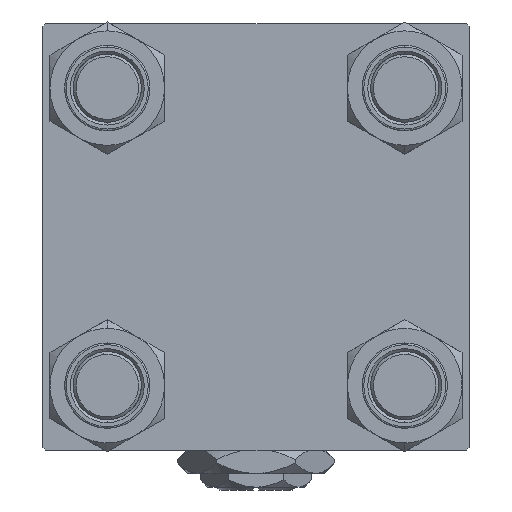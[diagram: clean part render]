
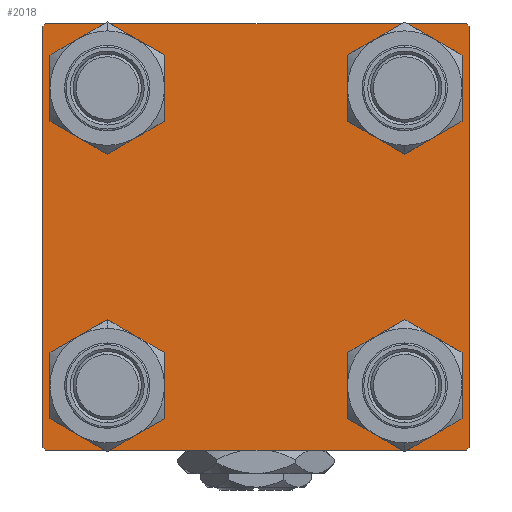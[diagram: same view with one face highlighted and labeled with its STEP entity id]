
A CAD part, left-side view. The second image highlights one B-rep face of the part: STEP entity #2018.
In plain terms, the highlighted planar face has unit normal (-1, 0, 0).
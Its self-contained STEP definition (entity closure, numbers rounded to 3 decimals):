
#346 = EDGE_CURVE ( 'NONE', #50464, #21807, #40204, .T. ) ;
#1007 = CARTESIAN_POINT ( 'NONE',  ( 0., -26.15, -26.15 ) ) ;
#1102 = CIRCLE ( 'NONE', #46002, 6.5 ) ;
#1640 = VECTOR ( 'NONE', #43068, 1000. ) ;
#1738 = DIRECTION ( 'NONE',  ( 0., -1., 0. ) ) ;
#2018 = ADVANCED_FACE ( 'NONE', ( #30675, #50056, #46839, #2288, #14233 ), #17957, .T. ) ;
#2288 = FACE_BOUND ( 'NONE', #37236, .T. ) ;
#2689 = DIRECTION ( 'NONE',  ( 0., 0., 1. ) ) ;
#3176 = VECTOR ( 'NONE', #1738, 1000. ) ;
#3874 = ORIENTED_EDGE ( 'NONE', *, *, #33189, .T. ) ;
#4059 = VERTEX_POINT ( 'NONE', #20203 ) ;
#5131 = EDGE_LOOP ( 'NONE', ( #3874, #36189 ) ) ;
#5245 = CARTESIAN_POINT ( 'NONE',  ( 0., 26.15, -26.15 ) ) ;
#6322 = CARTESIAN_POINT ( 'NONE',  ( 0., 26.15, -26.15 ) ) ;
#6673 = ORIENTED_EDGE ( 'NONE', *, *, #35932, .T. ) ;
#7050 = DIRECTION ( 'NONE',  ( 0., -0.707, -0.707 ) ) ;
#7160 = CARTESIAN_POINT ( 'NONE',  ( 0., -26.15, -32.65 ) ) ;
#7265 = AXIS2_PLACEMENT_3D ( 'NONE', #10381, #27358, #2689 ) ;
#8336 = VERTEX_POINT ( 'NONE', #22880 ) ;
#8848 = AXIS2_PLACEMENT_3D ( 'NONE', #40870, #28683, #29454 ) ;
#8999 = AXIS2_PLACEMENT_3D ( 'NONE', #1007, #50066, #42106 ) ;
#9318 = DIRECTION ( 'NONE',  ( 1., 0., 0. ) ) ;
#10302 = VECTOR ( 'NONE', #38819, 1000. ) ;
#10381 = CARTESIAN_POINT ( 'NONE',  ( 0., -26.15, 26.15 ) ) ;
#10579 = CARTESIAN_POINT ( 'NONE',  ( 0., -37., -37.5 ) ) ;
#11233 = ORIENTED_EDGE ( 'NONE', *, *, #11262, .T. ) ;
#11262 = EDGE_CURVE ( 'NONE', #11528, #24600, #38084, .T. ) ;
#11447 = LINE ( 'NONE', #19673, #14968 ) ;
#11528 = VERTEX_POINT ( 'NONE', #32620 ) ;
#11572 = VERTEX_POINT ( 'NONE', #20685 ) ;
#12706 = EDGE_CURVE ( 'NONE', #4059, #21581, #22812, .T. ) ;
#13306 = CARTESIAN_POINT ( 'NONE',  ( 0., 26.15, 26.15 ) ) ;
#13365 = EDGE_CURVE ( 'NONE', #20977, #18226, #31137, .T. ) ;
#13395 = LINE ( 'NONE', #30339, #10302 ) ;
#14233 = FACE_OUTER_BOUND ( 'NONE', #20041, .T. ) ;
#14968 = VECTOR ( 'NONE', #48845, 1000. ) ;
#15344 = DIRECTION ( 'NONE',  ( 0., 0.707, 0.707 ) ) ;
#16022 = LINE ( 'NONE', #51313, #46613 ) ;
#16177 = EDGE_CURVE ( 'NONE', #24600, #33693, #16022, .T. ) ;
#16258 = DIRECTION ( 'NONE',  ( 1., 0., 0. ) ) ;
#16766 = CARTESIAN_POINT ( 'NONE',  ( 0., -37., 37.5 ) ) ;
#17423 = CARTESIAN_POINT ( 'NONE',  ( 0., 37.25, 37.25 ) ) ;
#17456 = DIRECTION ( 'NONE',  ( 0., 0., 1. ) ) ;
#17957 = PLANE ( 'NONE',  #31767 ) ;
#18226 = VERTEX_POINT ( 'NONE', #16766 ) ;
#18488 = DIRECTION ( 'NONE',  ( 0., 0., 1. ) ) ;
#19657 = CARTESIAN_POINT ( 'NONE',  ( 0., -26.15, 19.65 ) ) ;
#19673 = CARTESIAN_POINT ( 'NONE',  ( 0., 37.5, 37.5 ) ) ;
#20041 = EDGE_LOOP ( 'NONE', ( #47908, #50261, #11233, #42037, #47264, #6673, #26584, #47681 ) ) ;
#20147 = CARTESIAN_POINT ( 'NONE',  ( 0., -26.15, 26.15 ) ) ;
#20203 = CARTESIAN_POINT ( 'NONE',  ( 0., 26.15, -19.65 ) ) ;
#20505 = CARTESIAN_POINT ( 'NONE',  ( 0., -26.15, 32.65 ) ) ;
#20685 = CARTESIAN_POINT ( 'NONE',  ( 0., 37.5, -37. ) ) ;
#20729 = AXIS2_PLACEMENT_3D ( 'NONE', #47090, #16258, #32438 ) ;
#20977 = VERTEX_POINT ( 'NONE', #44687 ) ;
#21581 = VERTEX_POINT ( 'NONE', #46374 ) ;
#21789 = ORIENTED_EDGE ( 'NONE', *, *, #12706, .T. ) ;
#21807 = VERTEX_POINT ( 'NONE', #29880 ) ;
#22017 = EDGE_CURVE ( 'NONE', #11572, #11528, #39135, .T. ) ;
#22090 = EDGE_CURVE ( 'NONE', #8336, #33693, #13395, .T. ) ;
#22450 = DIRECTION ( 'NONE',  ( -1., 0., 0. ) ) ;
#22720 = CARTESIAN_POINT ( 'NONE',  ( 0., 0., 0. ) ) ;
#22812 = CIRCLE ( 'NONE', #39769, 6.5 ) ;
#22880 = CARTESIAN_POINT ( 'NONE',  ( 0., -37.5, 37. ) ) ;
#23393 = VERTEX_POINT ( 'NONE', #20505 ) ;
#24600 = VERTEX_POINT ( 'NONE', #10579 ) ;
#25564 = EDGE_CURVE ( 'NONE', #48783, #23393, #1102, .T. ) ;
#25961 = DIRECTION ( 'NONE',  ( 0., 0., 1. ) ) ;
#26584 = ORIENTED_EDGE ( 'NONE', *, *, #13365, .F. ) ;
#26919 = EDGE_LOOP ( 'NONE', ( #27958, #39574 ) ) ;
#27358 = DIRECTION ( 'NONE',  ( 1., 0., 0. ) ) ;
#27443 = EDGE_CURVE ( 'NONE', #30778, #44717, #48639, .T. ) ;
#27958 = ORIENTED_EDGE ( 'NONE', *, *, #41020, .T. ) ;
#28346 = CIRCLE ( 'NONE', #8848, 6.5 ) ;
#28389 = EDGE_CURVE ( 'NONE', #44717, #30778, #28346, .T. ) ;
#28683 = DIRECTION ( 'NONE',  ( 1., 0., 0. ) ) ;
#29390 = DIRECTION ( 'NONE',  ( 1., 0., 0. ) ) ;
#29454 = DIRECTION ( 'NONE',  ( 0., 0., 1. ) ) ;
#29486 = DIRECTION ( 'NONE',  ( 0., 0., 1. ) ) ;
#29880 = CARTESIAN_POINT ( 'NONE',  ( 0., -26.15, -19.65 ) ) ;
#30339 = CARTESIAN_POINT ( 'NONE',  ( 0., -37.5, 37.5 ) ) ;
#30568 = EDGE_LOOP ( 'NONE', ( #21789, #45017 ) ) ;
#30675 = FACE_BOUND ( 'NONE', #26919, .T. ) ;
#30778 = VERTEX_POINT ( 'NONE', #47236 ) ;
#31121 = CIRCLE ( 'NONE', #38717, 6.5 ) ;
#31137 = LINE ( 'NONE', #31398, #1640 ) ;
#31398 = CARTESIAN_POINT ( 'NONE',  ( 0., 37.5, 37.5 ) ) ;
#31767 = AXIS2_PLACEMENT_3D ( 'NONE', #22720, #22450, #18488 ) ;
#31865 = CIRCLE ( 'NONE', #8999, 6.5 ) ;
#32438 = DIRECTION ( 'NONE',  ( 0., 0., 1. ) ) ;
#32620 = CARTESIAN_POINT ( 'NONE',  ( 0., 37., -37.5 ) ) ;
#33189 = EDGE_CURVE ( 'NONE', #21807, #50464, #31865, .T. ) ;
#33693 = VERTEX_POINT ( 'NONE', #40903 ) ;
#34198 = AXIS2_PLACEMENT_3D ( 'NONE', #13306, #9318, #29486 ) ;
#34431 = EDGE_CURVE ( 'NONE', #20977, #40662, #45775, .T. ) ;
#35932 = EDGE_CURVE ( 'NONE', #8336, #18226, #43975, .T. ) ;
#36053 = DIRECTION ( 'NONE',  ( 1., 0., 0. ) ) ;
#36189 = ORIENTED_EDGE ( 'NONE', *, *, #346, .T. ) ;
#37030 = EDGE_CURVE ( 'NONE', #40662, #11572, #11447, .T. ) ;
#37236 = EDGE_LOOP ( 'NONE', ( #51042, #41122 ) ) ;
#38084 = LINE ( 'NONE', #45782, #3176 ) ;
#38400 = DIRECTION ( 'NONE',  ( 1., 0., 0. ) ) ;
#38717 = AXIS2_PLACEMENT_3D ( 'NONE', #5245, #29390, #17456 ) ;
#38771 = CIRCLE ( 'NONE', #7265, 6.5 ) ;
#38819 = DIRECTION ( 'NONE',  ( 0., 0., -1. ) ) ;
#39135 = LINE ( 'NONE', #43389, #43306 ) ;
#39574 = ORIENTED_EDGE ( 'NONE', *, *, #25564, .T. ) ;
#39769 = AXIS2_PLACEMENT_3D ( 'NONE', #6322, #38400, #25961 ) ;
#40204 = CIRCLE ( 'NONE', #20729, 6.5 ) ;
#40662 = VERTEX_POINT ( 'NONE', #46770 ) ;
#40870 = CARTESIAN_POINT ( 'NONE',  ( 0., 26.15, 26.15 ) ) ;
#40903 = CARTESIAN_POINT ( 'NONE',  ( 0., -37.5, -37. ) ) ;
#41020 = EDGE_CURVE ( 'NONE', #23393, #48783, #38771, .T. ) ;
#41122 = ORIENTED_EDGE ( 'NONE', *, *, #27443, .T. ) ;
#41556 = DIRECTION ( 'NONE',  ( 0., 0.707, -0.707 ) ) ;
#42037 = ORIENTED_EDGE ( 'NONE', *, *, #16177, .T. ) ;
#42106 = DIRECTION ( 'NONE',  ( 0., 0., 1. ) ) ;
#42783 = VECTOR ( 'NONE', #41556, 1000. ) ;
#43068 = DIRECTION ( 'NONE',  ( 0., -1., 0. ) ) ;
#43306 = VECTOR ( 'NONE', #7050, 1000. ) ;
#43389 = CARTESIAN_POINT ( 'NONE',  ( 0., 37.25, -37.25 ) ) ;
#43975 = LINE ( 'NONE', #51691, #46250 ) ;
#44384 = DIRECTION ( 'NONE',  ( 0., -0.707, 0.707 ) ) ;
#44687 = CARTESIAN_POINT ( 'NONE',  ( 0., 37., 37.5 ) ) ;
#44717 = VERTEX_POINT ( 'NONE', #49449 ) ;
#45017 = ORIENTED_EDGE ( 'NONE', *, *, #49184, .T. ) ;
#45775 = LINE ( 'NONE', #17423, #42783 ) ;
#45782 = CARTESIAN_POINT ( 'NONE',  ( 0., 37.5, -37.5 ) ) ;
#46002 = AXIS2_PLACEMENT_3D ( 'NONE', #20147, #36053, #52503 ) ;
#46250 = VECTOR ( 'NONE', #15344, 1000. ) ;
#46374 = CARTESIAN_POINT ( 'NONE',  ( 0., 26.15, -32.65 ) ) ;
#46613 = VECTOR ( 'NONE', #44384, 1000. ) ;
#46770 = CARTESIAN_POINT ( 'NONE',  ( 0., 37.5, 37. ) ) ;
#46839 = FACE_BOUND ( 'NONE', #30568, .T. ) ;
#47090 = CARTESIAN_POINT ( 'NONE',  ( 0., -26.15, -26.15 ) ) ;
#47236 = CARTESIAN_POINT ( 'NONE',  ( 0., 26.15, 19.65 ) ) ;
#47264 = ORIENTED_EDGE ( 'NONE', *, *, #22090, .F. ) ;
#47681 = ORIENTED_EDGE ( 'NONE', *, *, #34431, .T. ) ;
#47908 = ORIENTED_EDGE ( 'NONE', *, *, #37030, .T. ) ;
#48639 = CIRCLE ( 'NONE', #34198, 6.5 ) ;
#48783 = VERTEX_POINT ( 'NONE', #19657 ) ;
#48845 = DIRECTION ( 'NONE',  ( 0., 0., -1. ) ) ;
#49184 = EDGE_CURVE ( 'NONE', #21581, #4059, #31121, .T. ) ;
#49449 = CARTESIAN_POINT ( 'NONE',  ( 0., 26.15, 32.65 ) ) ;
#50056 = FACE_BOUND ( 'NONE', #5131, .T. ) ;
#50066 = DIRECTION ( 'NONE',  ( 1., 0., 0. ) ) ;
#50261 = ORIENTED_EDGE ( 'NONE', *, *, #22017, .T. ) ;
#50464 = VERTEX_POINT ( 'NONE', #7160 ) ;
#51042 = ORIENTED_EDGE ( 'NONE', *, *, #28389, .T. ) ;
#51313 = CARTESIAN_POINT ( 'NONE',  ( 0., -37.25, -37.25 ) ) ;
#51691 = CARTESIAN_POINT ( 'NONE',  ( 0., -37.25, 37.25 ) ) ;
#52503 = DIRECTION ( 'NONE',  ( 0., 0., 1. ) ) ;
